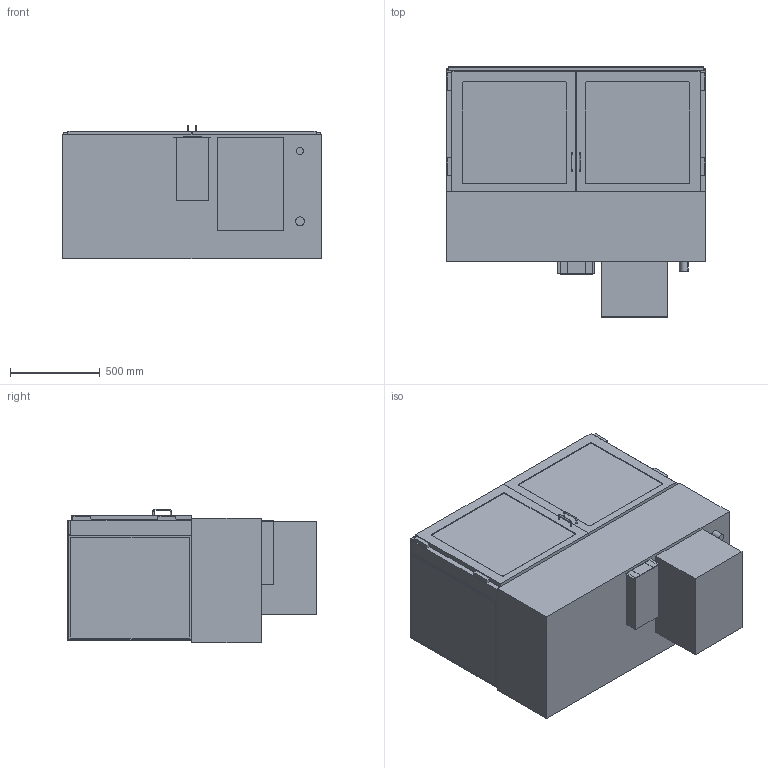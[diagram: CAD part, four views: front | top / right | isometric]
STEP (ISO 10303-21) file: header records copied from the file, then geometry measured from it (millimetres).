
FILE_DESCRIPTION(/* description */ ('Einbaukühlvitrine: eigengekühlt'),/* implementation_level */ '2;1');
FILE_NAME(/* name */ '3D-AKE-00007156.stp',/* time_stamp */ '2025-01-29T14:30:55+01:00',/* author */ ('marina.schachner'),/* organization */ (''),/* preprocessor_version */ 'ST-DEVELOPER v20',/* originating_system */ 'Autodesk Inventor 2024',/* authorisation */ '');
FILE_SCHEMA (('AUTOMOTIVE_DESIGN { 1 0 10303 214 3 1 1 }'));
Length unit declared in the file: millimetre
Products named in the file (1): 3D-AKE-00007156
Bounding box: 1440 x 1395 x 746.99 mm (x, y, z)
Volume: 334495975.2 mm3; surface area: 25954924.8 mm2
Topology: 57 solids, 57 shells, 570 faces, 1316 edges, 872 vertices
Faces by surface type: plane 492, cylinder 74, torus 4
Full cylindrical faces by diameter (mm): 8 x6, 40 x1, 50 x1
Entity records: 15928 total; most frequent: CARTESIAN_POINT 2759, ORIENTED_EDGE 2632, DIRECTION 2602, EDGE_CURVE 1316, LINE 1172, VECTOR 1172, VERTEX_POINT 872, AXIS2_PLACEMENT_3D 715
